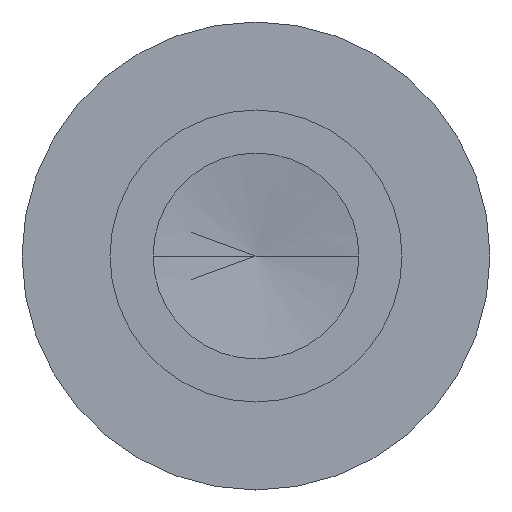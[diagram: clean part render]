
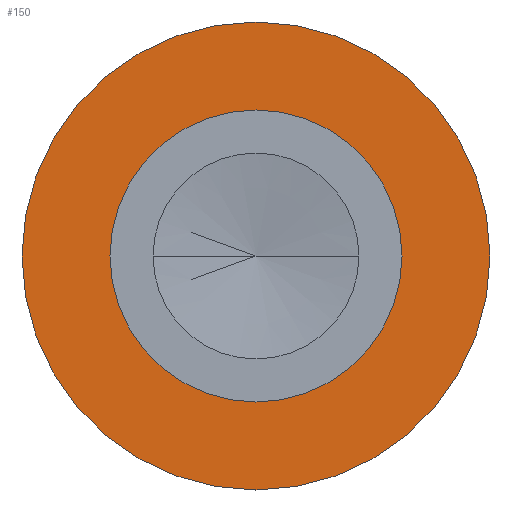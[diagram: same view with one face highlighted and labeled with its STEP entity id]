
A CAD part, front view. The second image highlights one B-rep face of the part: STEP entity #150.
In plain terms, the highlighted planar face has unit normal (0, -1, 0).
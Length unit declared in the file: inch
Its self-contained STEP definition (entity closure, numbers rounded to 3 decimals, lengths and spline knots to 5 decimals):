
#15 = EDGE_CURVE ( 'NONE', #166, #61, #215, .T. ) ;
#61 = VERTEX_POINT ( 'NONE', #299 ) ;
#62 = EDGE_CURVE ( 'NONE', #64, #155, #298, .T. ) ;
#64 = VERTEX_POINT ( 'NONE', #293 ) ;
#101 = EDGE_CURVE ( 'NONE', #61, #166, #378, .T. ) ;
#103 = ORIENTED_EDGE ( 'NONE', *, *, #15, .T. ) ;
#104 = ORIENTED_EDGE ( 'NONE', *, *, #62, .F. ) ;
#105 = ORIENTED_EDGE ( 'NONE', *, *, #133, .F. ) ;
#119 = EDGE_LOOP ( 'NONE', ( #104, #105 ) ) ;
#131 = EDGE_LOOP ( 'NONE', ( #103, #146 ) ) ;
#133 = EDGE_CURVE ( 'NONE', #155, #64, #367, .T. ) ;
#146 = ORIENTED_EDGE ( 'NONE', *, *, #101, .T. ) ;
#150 = ADVANCED_FACE ( 'NONE', ( #399, #398 ), #397, .T. ) ;
#155 = VERTEX_POINT ( 'NONE', #535 ) ;
#166 = VERTEX_POINT ( 'NONE', #551 ) ;
#215 = CIRCLE ( 'NONE', #356, 0.0625 ) ;
#293 = CARTESIAN_POINT ( 'NONE',  ( 0.039, 0.078, 0. ) ) ;
#294 = DIRECTION ( 'NONE',  ( 1., 0., 0. ) ) ;
#295 = DIRECTION ( 'NONE',  ( 0., -1., 0. ) ) ;
#296 = CARTESIAN_POINT ( 'NONE',  ( 0., 0.078, 0. ) ) ;
#297 = AXIS2_PLACEMENT_3D ( 'NONE', #296, #295, #294 ) ;
#298 = CIRCLE ( 'NONE', #297, 0.039 ) ;
#299 = CARTESIAN_POINT ( 'NONE',  ( -0.0625, 0.078, 0. ) ) ;
#353 = DIRECTION ( 'NONE',  ( 1., 0., 0. ) ) ;
#354 = DIRECTION ( 'NONE',  ( 0., -1., 0. ) ) ;
#355 = CARTESIAN_POINT ( 'NONE',  ( 0., 0.078, 0. ) ) ;
#356 = AXIS2_PLACEMENT_3D ( 'NONE', #355, #354, #353 ) ;
#364 = DIRECTION ( 'NONE',  ( 1., 0., 0. ) ) ;
#365 = DIRECTION ( 'NONE',  ( 0., -1., 0. ) ) ;
#366 = AXIS2_PLACEMENT_3D ( 'NONE', #432, #365, #364 ) ;
#367 = CIRCLE ( 'NONE', #366, 0.039 ) ;
#378 = CIRCLE ( 'NONE', #487, 0.0625 ) ;
#392 = DIRECTION ( 'NONE',  ( 1., 0., 0. ) ) ;
#393 = DIRECTION ( 'NONE',  ( 0., -1., 0. ) ) ;
#394 = CARTESIAN_POINT ( 'NONE',  ( 0.039, 0.078, 0. ) ) ;
#395 = AXIS2_PLACEMENT_3D ( 'NONE', #394, #393, #392 ) ;
#397 = PLANE ( 'NONE',  #395 ) ;
#398 = FACE_BOUND ( 'NONE', #119, .T. ) ;
#399 = FACE_OUTER_BOUND ( 'NONE', #131, .T. ) ;
#432 = CARTESIAN_POINT ( 'NONE',  ( 0., 0.078, 0. ) ) ;
#457 = DIRECTION ( 'NONE',  ( 1., 0., 0. ) ) ;
#485 = DIRECTION ( 'NONE',  ( 0., -1., 0. ) ) ;
#486 = CARTESIAN_POINT ( 'NONE',  ( 0., 0.078, 0. ) ) ;
#487 = AXIS2_PLACEMENT_3D ( 'NONE', #486, #485, #457 ) ;
#535 = CARTESIAN_POINT ( 'NONE',  ( -0.039, 0.078, 0. ) ) ;
#551 = CARTESIAN_POINT ( 'NONE',  ( 0.0625, 0.078, 0. ) ) ;
